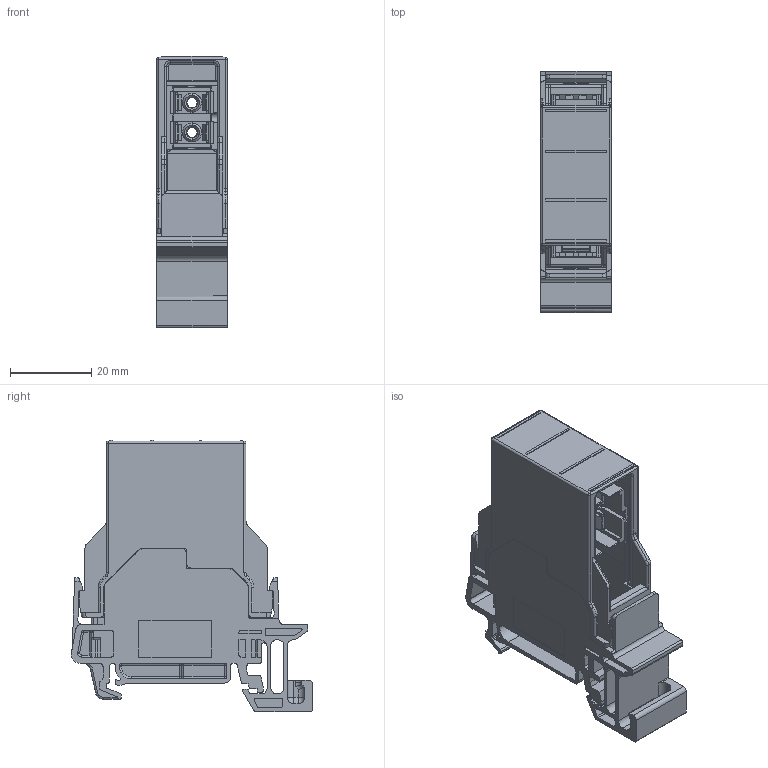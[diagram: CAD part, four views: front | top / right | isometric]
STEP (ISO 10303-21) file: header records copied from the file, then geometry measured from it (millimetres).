
FILE_DESCRIPTION(('CATIA V5 STEP Exchange','CAx-IF Rec.Pracs.--- Model Styling and Organization---1.4--- 2014-01-23'),'2;1');
FILE_NAME ('033011-2_1_8946990000_8946990000.stp','2020-01-16T10:28:40+00:00',('none'),('Weidmueller'),'CATIA Version 5-6 Release 2016 SP3 HF44','CATIA V5 STEP AP214','none');
FILE_SCHEMA(('AUTOMOTIVE_DESIGN { 1 0 10303 214 1 1 1 1 }'));
Products named in the file (1): 8946990000
Bounding box: 17.5 x 59.55 x 66.95 mm (x, y, z)
Volume: 17705.5 mm3; surface area: 30073.3 mm2
Topology: 11 solids, 11 shells, 1865 faces, 5182 edges, 3320 vertices
Faces by surface type: plane 1140, cylinder 558, torus 82, sphere 33, cone 28, bspline 24
Entity records: 61804 total; most frequent: CARTESIAN_POINT 15555, ORIENTED_EDGE 10284, DIRECTION 8281, EDGE_CURVE 5142, VECTOR 3750, LINE 3750, VERTEX_POINT 3320, AXIS2_PLACEMENT_3D 2691
